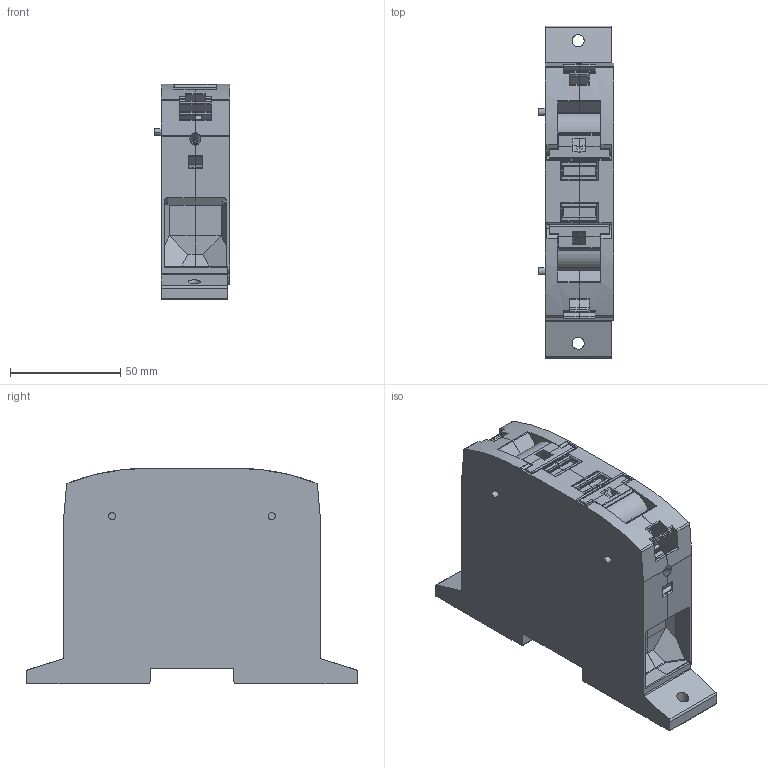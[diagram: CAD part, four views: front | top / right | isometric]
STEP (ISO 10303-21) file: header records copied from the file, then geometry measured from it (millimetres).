
FILE_DESCRIPTION(('CATIA V5 STEP Exchange','CAx-IF Rec.Pracs.--- Model Styling and Organization---1.4--- 2014-01-23'),'2;1');
FILE_NAME ('1222348-8_3', '2023-01-09T09:44:19+00:00', ('none'), ('Weidmueller'), 'CATIA Version 5-6 Release 2016 SP3 HF44', 'CATIA V5 STEP AP214', 'none');
FILE_SCHEMA(('AUTOMOTIVE_DESIGN { 1 0 10303 214 1 1 1 1 }'));
Length unit declared in the file: millimetre
Products named in the file (1): 2728790000
Bounding box: 34.05 x 150.5 x 97.65 mm (x, y, z)
Volume: 315196.5 mm3; surface area: 70068.8 mm2
Topology: 6 solids, 13 shells, 863 faces, 2542 edges, 1707 vertices
Faces by surface type: plane 473, cylinder 317, extrusion 33, cone 24, bspline 10, torus 6
Entity records: 30540 total; most frequent: CARTESIAN_POINT 8354, ORIENTED_EDGE 5084, DIRECTION 3739, EDGE_CURVE 2542, VECTOR 1725, VERTEX_POINT 1707, LINE 1692, AXIS2_PLACEMENT_3D 1271
